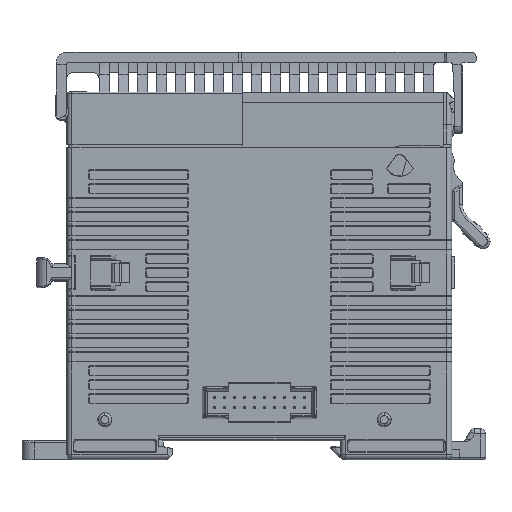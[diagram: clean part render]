
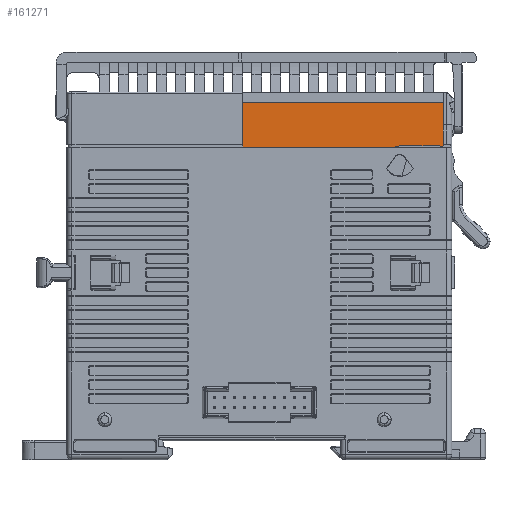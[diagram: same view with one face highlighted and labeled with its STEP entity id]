
A CAD part, left-side view. The second image highlights one B-rep face of the part: STEP entity #161271.
In plain terms, the highlighted planar face has unit normal (-1, 0, 0).
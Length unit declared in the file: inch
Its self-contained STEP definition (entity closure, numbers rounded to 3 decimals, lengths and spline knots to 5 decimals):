
#388 = CARTESIAN_POINT ( 'NONE',  ( 0.33197, 1.44882, 2.30589 ) ) ;
#683 = VECTOR ( 'NONE', #68175, 39.37008 ) ;
#6664 = CARTESIAN_POINT ( 'NONE',  ( 0.33197, 0.97126, 2.30263 ) ) ;
#10876 = VECTOR ( 'NONE', #144780, 39.37008 ) ;
#17930 = EDGE_CURVE ( 'NONE', #49593, #18822, #51573, .T. ) ;
#18822 = VERTEX_POINT ( 'NONE', #161595 ) ;
#21151 = ORIENTED_EDGE ( 'NONE', *, *, #17930, .T. ) ;
#23759 = LINE ( 'NONE', #50014, #135193 ) ;
#26648 = DIRECTION ( 'NONE',  ( 0., 0., 1. ) ) ;
#28310 = ORIENTED_EDGE ( 'NONE', *, *, #36962, .F. ) ;
#33866 = VERTEX_POINT ( 'NONE', #69392 ) ;
#35261 = CARTESIAN_POINT ( 'NONE',  ( 0.33197, -1.43701, 2.30392 ) ) ;
#36962 = EDGE_CURVE ( 'NONE', #155717, #42399, #165005, .T. ) ;
#37444 = DIRECTION ( 'NONE',  ( 0., 0., 1. ) ) ;
#39098 = CARTESIAN_POINT ( 'NONE',  ( 0.33197, -1.44882, 2.30589 ) ) ;
#39110 = DIRECTION ( 'NONE',  ( 0., 0., -1. ) ) ;
#39932 = EDGE_CURVE ( 'NONE', #49593, #76896, #23759, .T. ) ;
#40551 = ORIENTED_EDGE ( 'NONE', *, *, #40554, .T. ) ;
#40554 = EDGE_CURVE ( 'NONE', #102415, #42399, #151275, .T. ) ;
#42399 = VERTEX_POINT ( 'NONE', #122462 ) ;
#49593 = VERTEX_POINT ( 'NONE', #160531 ) ;
#50014 = CARTESIAN_POINT ( 'NONE',  ( 0.33197, 0.97126, 2.30263 ) ) ;
#51573 = LINE ( 'NONE', #103216, #139137 ) ;
#52854 = ORIENTED_EDGE ( 'NONE', *, *, #54761, .F. ) ;
#54761 = EDGE_CURVE ( 'NONE', #76896, #33866, #105383, .T. ) ;
#58641 = CARTESIAN_POINT ( 'NONE',  ( 0.33197, -1.43701, 2.30392 ) ) ;
#59183 = DIRECTION ( 'NONE',  ( 0., 1., 0. ) ) ;
#65218 = LINE ( 'NONE', #157494, #10876 ) ;
#65457 = VECTOR ( 'NONE', #26648, 39.37008 ) ;
#67007 = CARTESIAN_POINT ( 'NONE',  ( 0.33197, 0.97126, 2.64053 ) ) ;
#68175 = DIRECTION ( 'NONE',  ( 0., 1., 0. ) ) ;
#69392 = CARTESIAN_POINT ( 'NONE',  ( 0.33197, 1.44882, 2.66022 ) ) ;
#76896 = VERTEX_POINT ( 'NONE', #105216 ) ;
#79587 = VECTOR ( 'NONE', #86900, 39.37008 ) ;
#86900 = DIRECTION ( 'NONE',  ( 0., 0., -1. ) ) ;
#88107 = DIRECTION ( 'NONE',  ( 0., 1., 0. ) ) ;
#88686 = ORIENTED_EDGE ( 'NONE', *, *, #39932, .F. ) ;
#93577 = CARTESIAN_POINT ( 'NONE',  ( 0.33197, 0.97126, 2.30392 ) ) ;
#94050 = VECTOR ( 'NONE', #59183, 39.37008 ) ;
#102415 = VERTEX_POINT ( 'NONE', #58641 ) ;
#103216 = CARTESIAN_POINT ( 'NONE',  ( 0.33197, 1.43701, 2.30392 ) ) ;
#105216 = CARTESIAN_POINT ( 'NONE',  ( 0.33197, 1.44882, 2.30263 ) ) ;
#105383 = LINE ( 'NONE', #388, #65457 ) ;
#117005 = FACE_OUTER_BOUND ( 'NONE', #151949, .T. ) ;
#118176 = LINE ( 'NONE', #93577, #683 ) ;
#118968 = CARTESIAN_POINT ( 'NONE',  ( 0.33197, -1.44882, 2.66022 ) ) ;
#120971 = EDGE_CURVE ( 'NONE', #163456, #33866, #65218, .T. ) ;
#122462 = CARTESIAN_POINT ( 'NONE',  ( 0.33197, -1.43701, 2.30263 ) ) ;
#125402 = EDGE_CURVE ( 'NONE', #102415, #18822, #118176, .T. ) ;
#125982 = CARTESIAN_POINT ( 'NONE',  ( 0.33197, -1.44882, 2.30263 ) ) ;
#131400 = PLANE ( 'NONE',  #133635 ) ;
#133635 = AXIS2_PLACEMENT_3D ( 'NONE', #67007, #155123, #39110 ) ;
#133684 = LINE ( 'NONE', #39098, #161672 ) ;
#135046 = ORIENTED_EDGE ( 'NONE', *, *, #120971, .T. ) ;
#135193 = VECTOR ( 'NONE', #88107, 39.37008 ) ;
#139137 = VECTOR ( 'NONE', #154872, 39.37008 ) ;
#144780 = DIRECTION ( 'NONE',  ( 0., 1., 0. ) ) ;
#148547 = EDGE_CURVE ( 'NONE', #155717, #163456, #133684, .T. ) ;
#151275 = LINE ( 'NONE', #35261, #79587 ) ;
#151949 = EDGE_LOOP ( 'NONE', ( #52854, #88686, #21151, #165907, #40551, #28310, #162657, #135046 ) ) ;
#154872 = DIRECTION ( 'NONE',  ( 0., 0., 1. ) ) ;
#155123 = DIRECTION ( 'NONE',  ( 1., 0., 0. ) ) ;
#155717 = VERTEX_POINT ( 'NONE', #125982 ) ;
#157494 = CARTESIAN_POINT ( 'NONE',  ( 0.33197, -0.05906, 2.66022 ) ) ;
#160531 = CARTESIAN_POINT ( 'NONE',  ( 0.33197, 1.43701, 2.30263 ) ) ;
#161271 = ADVANCED_FACE ( 'NONE', ( #117005 ), #131400, .F. ) ;
#161595 = CARTESIAN_POINT ( 'NONE',  ( 0.33197, 1.43701, 2.30392 ) ) ;
#161672 = VECTOR ( 'NONE', #37444, 39.37008 ) ;
#162657 = ORIENTED_EDGE ( 'NONE', *, *, #148547, .T. ) ;
#163456 = VERTEX_POINT ( 'NONE', #118968 ) ;
#165005 = LINE ( 'NONE', #6664, #94050 ) ;
#165907 = ORIENTED_EDGE ( 'NONE', *, *, #125402, .F. ) ;
